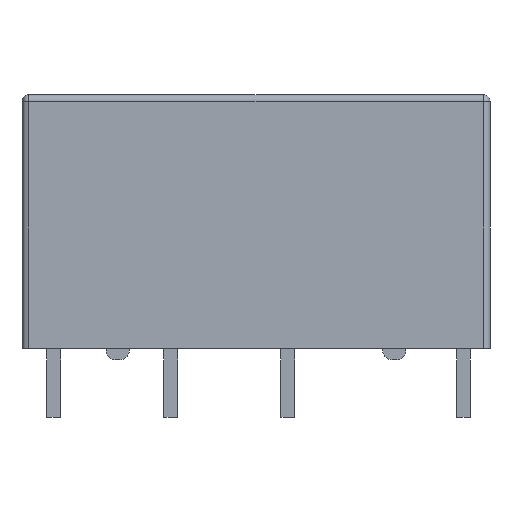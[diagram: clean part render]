
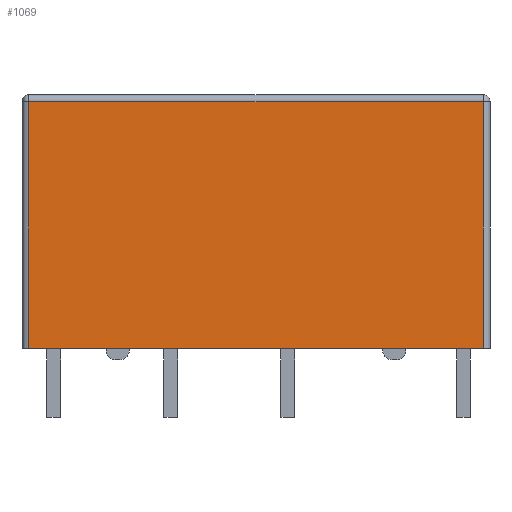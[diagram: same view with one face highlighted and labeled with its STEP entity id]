
A CAD part, front view. The second image highlights one B-rep face of the part: STEP entity #1069.
In plain terms, the highlighted planar face has unit normal (0, -1, 0).
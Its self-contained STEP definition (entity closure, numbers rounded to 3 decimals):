
#405 = VERTEX_POINT('',#406);
#406 = CARTESIAN_POINT('',(9.85,-5.,0.5));
#413 = EDGE_CURVE('',#405,#414,#416,.T.);
#414 = VERTEX_POINT('',#415);
#415 = CARTESIAN_POINT('',(6.5,-5.,0.5));
#416 = LINE('',#417,#418);
#417 = CARTESIAN_POINT('',(10.15,-5.,0.5));
#418 = VECTOR('',#419,1.);
#419 = DIRECTION('',(-1.,0.,0.));
#537 = VERTEX_POINT('',#538);
#538 = CARTESIAN_POINT('',(-6.5,-5.,0.5));
#544 = EDGE_CURVE('',#537,#545,#547,.T.);
#545 = VERTEX_POINT('',#546);
#546 = CARTESIAN_POINT('',(-9.85,-5.,0.5));
#547 = LINE('',#548,#549);
#548 = CARTESIAN_POINT('',(10.15,-5.,0.5));
#549 = VECTOR('',#550,1.);
#550 = DIRECTION('',(-1.,0.,0.));
#1069 = ADVANCED_FACE('',(#1070),#1118,.T.);
#1070 = FACE_BOUND('',#1071,.T.);
#1071 = EDGE_LOOP('',(#1072,#1073,#1081,#1089,#1095,#1096,#1104,#1112));
#1072 = ORIENTED_EDGE('',*,*,#413,.F.);
#1073 = ORIENTED_EDGE('',*,*,#1074,.T.);
#1074 = EDGE_CURVE('',#405,#1075,#1077,.T.);
#1075 = VERTEX_POINT('',#1076);
#1076 = CARTESIAN_POINT('',(9.85,-5.,11.2));
#1077 = LINE('',#1078,#1079);
#1078 = CARTESIAN_POINT('',(9.85,-5.,0.5));
#1079 = VECTOR('',#1080,1.);
#1080 = DIRECTION('',(0.,0.,1.));
#1081 = ORIENTED_EDGE('',*,*,#1082,.T.);
#1082 = EDGE_CURVE('',#1075,#1083,#1085,.T.);
#1083 = VERTEX_POINT('',#1084);
#1084 = CARTESIAN_POINT('',(-9.85,-5.,11.2));
#1085 = LINE('',#1086,#1087);
#1086 = CARTESIAN_POINT('',(10.15,-5.,11.2));
#1087 = VECTOR('',#1088,1.);
#1088 = DIRECTION('',(-1.,0.,0.));
#1089 = ORIENTED_EDGE('',*,*,#1090,.F.);
#1090 = EDGE_CURVE('',#545,#1083,#1091,.T.);
#1091 = LINE('',#1092,#1093);
#1092 = CARTESIAN_POINT('',(-9.85,-5.,0.5));
#1093 = VECTOR('',#1094,1.);
#1094 = DIRECTION('',(0.,0.,1.));
#1095 = ORIENTED_EDGE('',*,*,#544,.F.);
#1096 = ORIENTED_EDGE('',*,*,#1097,.T.);
#1097 = EDGE_CURVE('',#537,#1098,#1100,.T.);
#1098 = VERTEX_POINT('',#1099);
#1099 = CARTESIAN_POINT('',(-5.5,-5.,0.5));
#1100 = LINE('',#1101,#1102);
#1101 = CARTESIAN_POINT('',(-6.5,-5.,0.5));
#1102 = VECTOR('',#1103,1.);
#1103 = DIRECTION('',(1.,0.,0.));
#1104 = ORIENTED_EDGE('',*,*,#1105,.F.);
#1105 = EDGE_CURVE('',#1106,#1098,#1108,.T.);
#1106 = VERTEX_POINT('',#1107);
#1107 = CARTESIAN_POINT('',(5.5,-5.,0.5));
#1108 = LINE('',#1109,#1110);
#1109 = CARTESIAN_POINT('',(10.15,-5.,0.5));
#1110 = VECTOR('',#1111,1.);
#1111 = DIRECTION('',(-1.,0.,0.));
#1112 = ORIENTED_EDGE('',*,*,#1113,.F.);
#1113 = EDGE_CURVE('',#414,#1106,#1114,.T.);
#1114 = LINE('',#1115,#1116);
#1115 = CARTESIAN_POINT('',(6.5,-5.,0.5));
#1116 = VECTOR('',#1117,1.);
#1117 = DIRECTION('',(-1.,0.,0.));
#1118 = PLANE('',#1119);
#1119 = AXIS2_PLACEMENT_3D('',#1120,#1121,#1122);
#1120 = CARTESIAN_POINT('',(10.15,-5.,0.5));
#1121 = DIRECTION('',(0.,-1.,0.));
#1122 = DIRECTION('',(-1.,0.,0.));
